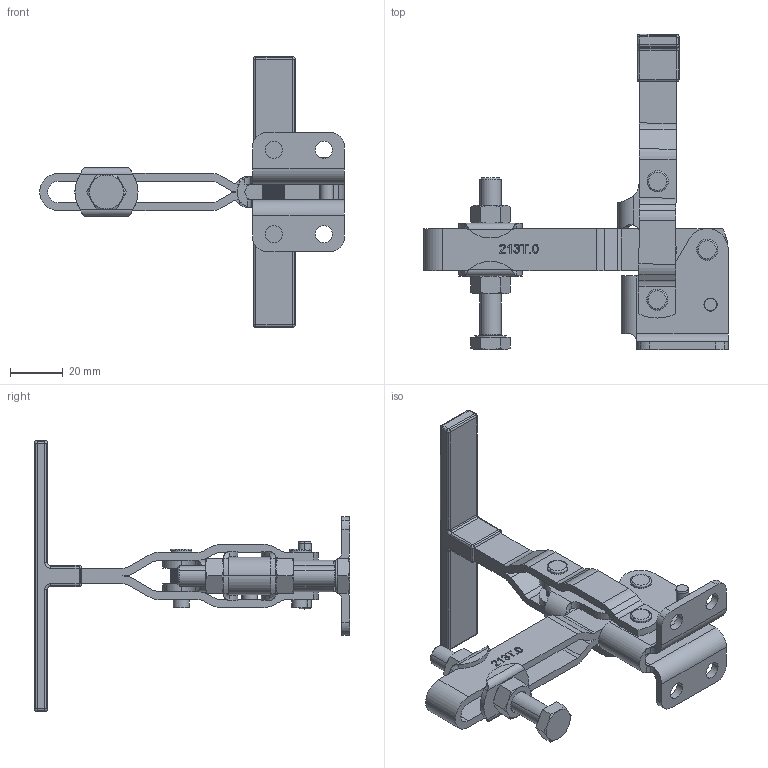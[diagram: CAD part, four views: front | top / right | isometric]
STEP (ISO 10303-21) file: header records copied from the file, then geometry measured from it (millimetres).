
FILE_DESCRIPTION((''),'2;1');
FILE_NAME('213T.0.stp','2005-08-29T15:07:53',('CAD'),(''),'Autodesk Inventor 8','Autodesk Inventor 8','');
FILE_SCHEMA(('AUTOMOTIVE_DESIGN { 1 0 10303 214 1 1 1 1 }'));
Length unit declared in the file: millimetre
Products named in the file (1): Part12
Bounding box: 115.75 x 119.82 x 103 mm (x, y, z)
Volume: 51136 mm3; surface area: 34853.4 mm2
Topology: 1 solids, 7 shells, 1220 faces, 3927 edges, 2369 vertices
Faces by surface type: plane 469, cone 348, cylinder 275, bspline 102, sphere 14, torus 12
Entity records: 46295 total; most frequent: CARTESIAN_POINT 12685, ORIENTED_EDGE 7810, DIRECTION 6837, EDGE_CURVE 3905, AXIS2_PLACEMENT_3D 2573, VERTEX_POINT 2369, VECTOR 1691, LINE 1691
